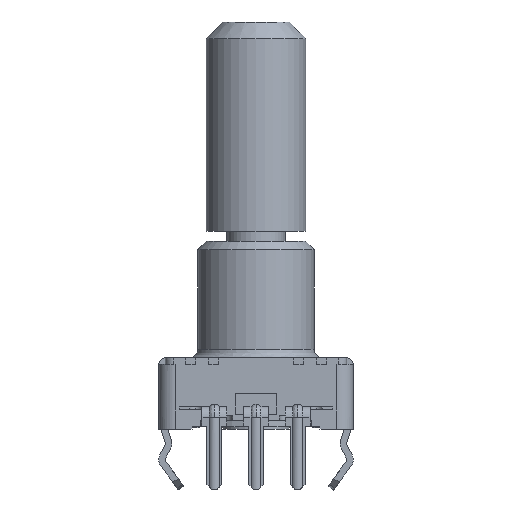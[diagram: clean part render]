
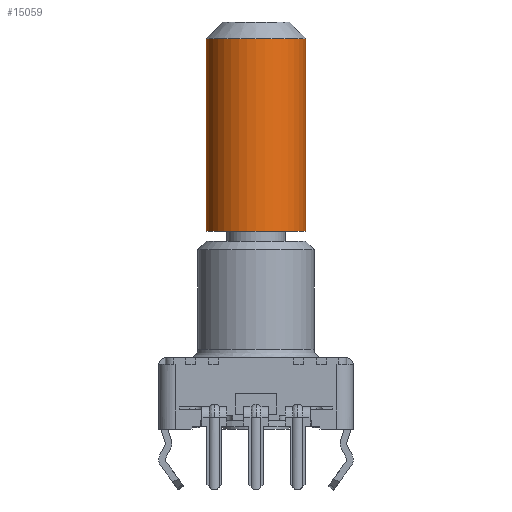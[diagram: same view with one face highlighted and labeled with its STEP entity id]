
A CAD part, front view. The second image highlights one B-rep face of the part: STEP entity #15059.
In plain terms, the highlighted cylindrical face has radius 3 mm (diameter 6 mm), a partial arc.
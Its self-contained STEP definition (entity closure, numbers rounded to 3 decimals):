
#104 = DIRECTION ( 'NONE',  ( -1., 0., 0. ) ) ;
#459 = CARTESIAN_POINT ( 'NONE',  ( -3., 0., 23.5 ) ) ;
#874 = DIRECTION ( 'NONE',  ( 0., 0., -1. ) ) ;
#1097 = DIRECTION ( 'NONE',  ( -1., 0., 0. ) ) ;
#1526 = CIRCLE ( 'NONE', #15101, 3. ) ;
#3333 = AXIS2_PLACEMENT_3D ( 'NONE', #21919, #20164, #1097 ) ;
#3982 = LINE ( 'NONE', #11629, #11699 ) ;
#4090 = AXIS2_PLACEMENT_3D ( 'NONE', #22946, #8133, #15245 ) ;
#4339 = DIRECTION ( 'NONE',  ( 0., 0., -1. ) ) ;
#7270 = CARTESIAN_POINT ( 'NONE',  ( -3., 0., 11.9 ) ) ;
#8133 = DIRECTION ( 'NONE',  ( 0., 0., -1. ) ) ;
#8840 = ORIENTED_EDGE ( 'NONE', *, *, #16265, .T. ) ;
#9415 = CYLINDRICAL_SURFACE ( 'NONE', #4090, 3. ) ;
#9490 = ORIENTED_EDGE ( 'NONE', *, *, #15567, .T. ) ;
#10519 = VECTOR ( 'NONE', #4339, 1000. ) ;
#11629 = CARTESIAN_POINT ( 'NONE',  ( 3., 0., 11.894 ) ) ;
#11699 = VECTOR ( 'NONE', #874, 1000. ) ;
#11867 = VERTEX_POINT ( 'NONE', #14225 ) ;
#12213 = EDGE_CURVE ( 'NONE', #11867, #21381, #1526, .T. ) ;
#12960 = ORIENTED_EDGE ( 'NONE', *, *, #15544, .F. ) ;
#13853 = ORIENTED_EDGE ( 'NONE', *, *, #12213, .T. ) ;
#14225 = CARTESIAN_POINT ( 'NONE',  ( 3., 0., 23.5 ) ) ;
#15059 = ADVANCED_FACE ( 'NONE', ( #20710 ), #9415, .T. ) ;
#15101 = AXIS2_PLACEMENT_3D ( 'NONE', #22260, #16792, #104 ) ;
#15245 = DIRECTION ( 'NONE',  ( -1., 0., 0. ) ) ;
#15266 = CIRCLE ( 'NONE', #3333, 3. ) ;
#15544 = EDGE_CURVE ( 'NONE', #11867, #22411, #3982, .T. ) ;
#15567 = EDGE_CURVE ( 'NONE', #21267, #22411, #15266, .T. ) ;
#16265 = EDGE_CURVE ( 'NONE', #21381, #21267, #23418, .T. ) ;
#16792 = DIRECTION ( 'NONE',  ( 0., 0., -1. ) ) ;
#20164 = DIRECTION ( 'NONE',  ( 0., 0., 1. ) ) ;
#20710 = FACE_OUTER_BOUND ( 'NONE', #20949, .T. ) ;
#20949 = EDGE_LOOP ( 'NONE', ( #12960, #13853, #8840, #9490 ) ) ;
#21267 = VERTEX_POINT ( 'NONE', #7270 ) ;
#21381 = VERTEX_POINT ( 'NONE', #459 ) ;
#21552 = CARTESIAN_POINT ( 'NONE',  ( -3., 0., 11.894 ) ) ;
#21919 = CARTESIAN_POINT ( 'NONE',  ( 0., 0., 11.9 ) ) ;
#22260 = CARTESIAN_POINT ( 'NONE',  ( 0., 0., 23.5 ) ) ;
#22411 = VERTEX_POINT ( 'NONE', #24218 ) ;
#22946 = CARTESIAN_POINT ( 'NONE',  ( 0., 0., 11.894 ) ) ;
#23418 = LINE ( 'NONE', #21552, #10519 ) ;
#24218 = CARTESIAN_POINT ( 'NONE',  ( 3., 0., 11.9 ) ) ;
